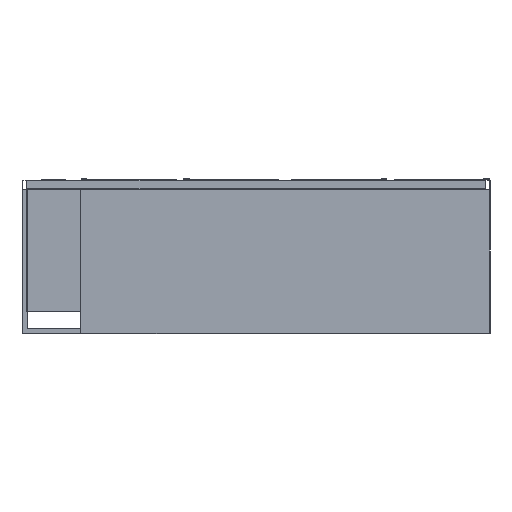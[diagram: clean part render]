
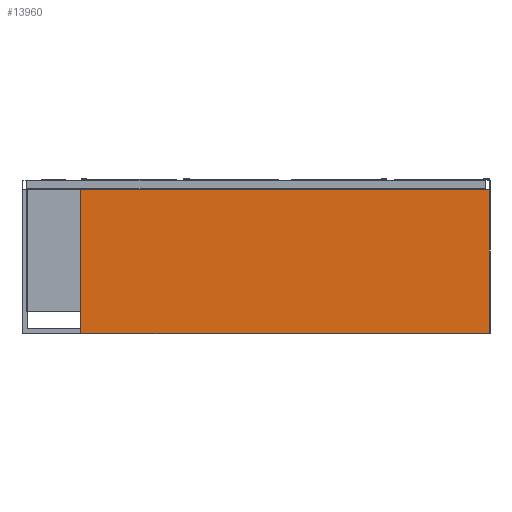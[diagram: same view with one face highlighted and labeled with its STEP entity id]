
A CAD part, front view. The second image highlights one B-rep face of the part: STEP entity #13960.
In plain terms, the highlighted planar face has unit normal (0, -1, 0).
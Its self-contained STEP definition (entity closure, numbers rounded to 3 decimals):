
#2335 = EDGE_LOOP ( 'NONE', ( #19063, #8817, #14199, #20547 ) ) ;
#4692 = VECTOR ( 'NONE', #18721, 1000. ) ;
#5402 = CARTESIAN_POINT ( 'NONE',  ( -880., -350., -658. ) ) ;
#6397 = FACE_OUTER_BOUND ( 'NONE', #2335, .T. ) ;
#6688 = VERTEX_POINT ( 'NONE', #27600 ) ;
#7183 = CARTESIAN_POINT ( 'NONE',  ( -878., -350., -660. ) ) ;
#8228 = LINE ( 'NONE', #5402, #32535 ) ;
#8817 = ORIENTED_EDGE ( 'NONE', *, *, #32788, .T. ) ;
#9602 = DIRECTION ( 'NONE',  ( 0., 0., -1. ) ) ;
#13604 = CARTESIAN_POINT ( 'NONE',  ( 878., -350., -658. ) ) ;
#13688 = VERTEX_POINT ( 'NONE', #13604 ) ;
#13960 = ADVANCED_FACE ( 'Fl�che8', ( #6397 ), #21691, .T. ) ;
#14199 = ORIENTED_EDGE ( 'NONE', *, *, #25606, .T. ) ;
#15100 = CARTESIAN_POINT ( 'NONE',  ( -880., -350., -660. ) ) ;
#15908 = DIRECTION ( 'NONE',  ( -1., 0., 0. ) ) ;
#16961 = EDGE_CURVE ( 'NONE', #6688, #29233, #29322, .T. ) ;
#18721 = DIRECTION ( 'NONE',  ( 0., 0., -1. ) ) ;
#19063 = ORIENTED_EDGE ( 'NONE', *, *, #16961, .T. ) ;
#19076 = EDGE_CURVE ( 'NONE', #13688, #6688, #25595, .T. ) ;
#20547 = ORIENTED_EDGE ( 'NONE', *, *, #19076, .T. ) ;
#21412 = VECTOR ( 'NONE', #34485, 1000. ) ;
#21586 = CARTESIAN_POINT ( 'NONE',  ( -878., -350., -658. ) ) ;
#21691 = PLANE ( 'NONE',  #24560 ) ;
#22666 = CARTESIAN_POINT ( 'NONE',  ( -878., -350., -42. ) ) ;
#22941 = CARTESIAN_POINT ( 'NONE',  ( 878., -350., -660. ) ) ;
#24322 = DIRECTION ( 'NONE',  ( 0., -1., 0. ) ) ;
#24356 = LINE ( 'NONE', #7183, #4692 ) ;
#24560 = AXIS2_PLACEMENT_3D ( 'NONE', #15100, #24322, #9602 ) ;
#24890 = VECTOR ( 'NONE', #15908, 1000. ) ;
#25595 = LINE ( 'NONE', #22941, #21412 ) ;
#25606 = EDGE_CURVE ( 'NONE', #30880, #13688, #8228, .T. ) ;
#25609 = DIRECTION ( 'NONE',  ( 1., 0., 0. ) ) ;
#27600 = CARTESIAN_POINT ( 'NONE',  ( 878., -350., -42. ) ) ;
#29233 = VERTEX_POINT ( 'NONE', #22666 ) ;
#29322 = LINE ( 'NONE', #33111, #24890 ) ;
#30880 = VERTEX_POINT ( 'NONE', #21586 ) ;
#32535 = VECTOR ( 'NONE', #25609, 1000. ) ;
#32788 = EDGE_CURVE ( 'NONE', #29233, #30880, #24356, .T. ) ;
#33111 = CARTESIAN_POINT ( 'NONE',  ( -880., -350., -42. ) ) ;
#34485 = DIRECTION ( 'NONE',  ( 0., 0., 1. ) ) ;
